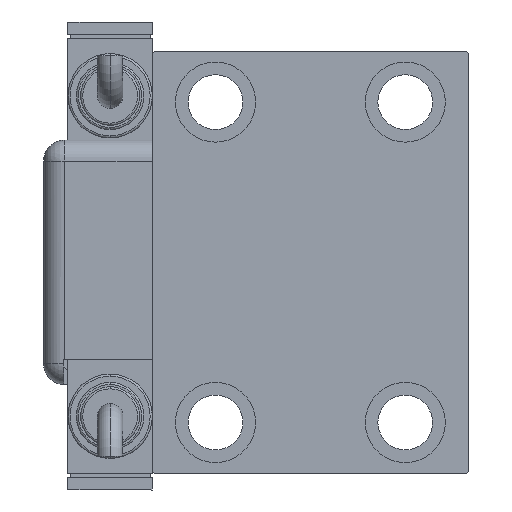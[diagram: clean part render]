
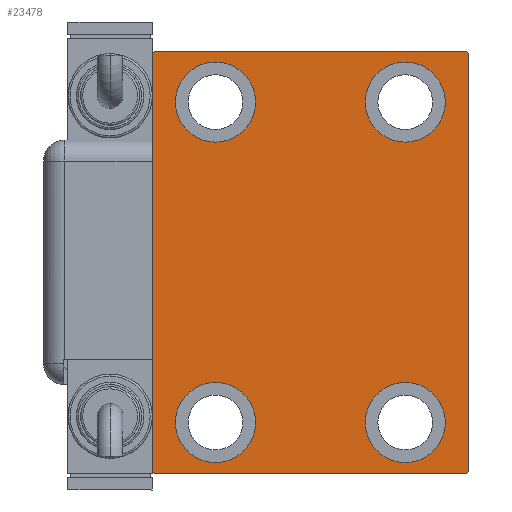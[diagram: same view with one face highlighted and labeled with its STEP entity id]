
A CAD part, left-side view. The second image highlights one B-rep face of the part: STEP entity #23478.
In plain terms, the highlighted face is planar.
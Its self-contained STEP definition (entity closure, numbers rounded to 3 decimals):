
#33 = CARTESIAN_POINT ( 'NONE',  ( 123., 43.5, 43.5 ) ) ;
#1785 = EDGE_CURVE ( 'NONE', #22310, #11525, #45278, .T. ) ;
#1832 = CARTESIAN_POINT ( 'NONE',  ( 123., -22.5, -28.5 ) ) ;
#1889 = DIRECTION ( 'NONE',  ( 0., 0.707, -0.707 ) ) ;
#2157 = CIRCLE ( 'NONE', #27579, 9.5 ) ;
#2284 = CARTESIAN_POINT ( 'NONE',  ( 123., -22.5, 38. ) ) ;
#2713 = DIRECTION ( 'NONE',  ( 0., 0., 1. ) ) ;
#2828 = DIRECTION ( 'NONE',  ( 0., -0.707, -0.707 ) ) ;
#2975 = CARTESIAN_POINT ( 'NONE',  ( 123., 43.5, -43.5 ) ) ;
#3349 = LINE ( 'NONE', #58727, #28496 ) ;
#4094 = CARTESIAN_POINT ( 'NONE',  ( 123., -22.5, -38. ) ) ;
#4220 = ORIENTED_EDGE ( 'NONE', *, *, #22579, .T. ) ;
#4530 = CARTESIAN_POINT ( 'NONE',  ( 123., 22.5, 47.5 ) ) ;
#4807 = DIRECTION ( 'NONE',  ( 0., 0., -1. ) ) ;
#5107 = CARTESIAN_POINT ( 'NONE',  ( 123., -37.5, 50. ) ) ;
#5493 = CIRCLE ( 'NONE', #13325, 9.5 ) ;
#5498 = ORIENTED_EDGE ( 'NONE', *, *, #12592, .T. ) ;
#5526 = DIRECTION ( 'NONE',  ( 0., -0.707, 0.707 ) ) ;
#5529 = DIRECTION ( 'NONE',  ( -1., 0., 0. ) ) ;
#6173 = AXIS2_PLACEMENT_3D ( 'NONE', #33383, #5529, #34890 ) ;
#6440 = FACE_BOUND ( 'NONE', #53176, .T. ) ;
#9941 = VERTEX_POINT ( 'NONE', #20316 ) ;
#10422 = CIRCLE ( 'NONE', #51304, 9.5 ) ;
#10482 = CARTESIAN_POINT ( 'NONE',  ( 123., -37.5, -49.5 ) ) ;
#11302 = EDGE_LOOP ( 'NONE', ( #43927, #47021 ) ) ;
#11525 = VERTEX_POINT ( 'NONE', #33817 ) ;
#11683 = EDGE_CURVE ( 'NONE', #59301, #18728, #5493, .T. ) ;
#12015 = CARTESIAN_POINT ( 'NONE',  ( 123., -43.5, 43.5 ) ) ;
#12592 = EDGE_CURVE ( 'NONE', #25553, #14454, #30379, .T. ) ;
#12750 = VECTOR ( 'NONE', #29379, 1000. ) ;
#13057 = CARTESIAN_POINT ( 'NONE',  ( 123., -22.5, 38. ) ) ;
#13325 = AXIS2_PLACEMENT_3D ( 'NONE', #2284, #21263, #49366 ) ;
#14454 = VERTEX_POINT ( 'NONE', #34603 ) ;
#14618 = ORIENTED_EDGE ( 'NONE', *, *, #31957, .T. ) ;
#15596 = AXIS2_PLACEMENT_3D ( 'NONE', #21125, #39759, #34579 ) ;
#15621 = DIRECTION ( 'NONE',  ( -1., 0., 0. ) ) ;
#15937 = EDGE_CURVE ( 'NONE', #14454, #16508, #47000, .T. ) ;
#16508 = VERTEX_POINT ( 'NONE', #10482 ) ;
#17568 = VECTOR ( 'NONE', #1889, 1000. ) ;
#18620 = CIRCLE ( 'NONE', #27411, 9.5 ) ;
#18728 = VERTEX_POINT ( 'NONE', #52711 ) ;
#19478 = AXIS2_PLACEMENT_3D ( 'NONE', #13057, #45455, #36008 ) ;
#20207 = CARTESIAN_POINT ( 'NONE',  ( 123., 22.5, 38. ) ) ;
#20316 = CARTESIAN_POINT ( 'NONE',  ( 123., 22.5, -47.5 ) ) ;
#20906 = AXIS2_PLACEMENT_3D ( 'NONE', #20207, #15621, #34280 ) ;
#20935 = EDGE_CURVE ( 'NONE', #16508, #30592, #48364, .T. ) ;
#21125 = CARTESIAN_POINT ( 'NONE',  ( 123., 0., 0. ) ) ;
#21251 = ORIENTED_EDGE ( 'NONE', *, *, #48189, .T. ) ;
#21263 = DIRECTION ( 'NONE',  ( -1., 0., 0. ) ) ;
#22310 = VERTEX_POINT ( 'NONE', #4530 ) ;
#22542 = CIRCLE ( 'NONE', #19478, 9.5 ) ;
#22579 = EDGE_CURVE ( 'NONE', #18728, #59301, #22542, .T. ) ;
#22678 = DIRECTION ( 'NONE',  ( -1., 0., 0. ) ) ;
#22951 = EDGE_LOOP ( 'NONE', ( #25236, #36588 ) ) ;
#23478 = ADVANCED_FACE ( 'NONE', ( #40356, #6440, #40064, #53835, #34883 ), #49231, .T. ) ;
#23576 = CARTESIAN_POINT ( 'NONE',  ( 123., 22.5, 38. ) ) ;
#23895 = DIRECTION ( 'NONE',  ( 0., 0., 1. ) ) ;
#25081 = VECTOR ( 'NONE', #2828, 1000. ) ;
#25236 = ORIENTED_EDGE ( 'NONE', *, *, #56181, .T. ) ;
#25553 = VERTEX_POINT ( 'NONE', #47241 ) ;
#25905 = CARTESIAN_POINT ( 'NONE',  ( 123., 37.5, 49.5 ) ) ;
#25978 = EDGE_CURVE ( 'NONE', #11525, #22310, #57127, .T. ) ;
#26286 = ORIENTED_EDGE ( 'NONE', *, *, #1785, .T. ) ;
#27400 = VERTEX_POINT ( 'NONE', #39397 ) ;
#27411 = AXIS2_PLACEMENT_3D ( 'NONE', #4094, #55173, #38024 ) ;
#27579 = AXIS2_PLACEMENT_3D ( 'NONE', #31172, #39721, #2713 ) ;
#28245 = DIRECTION ( 'NONE',  ( 0., 1., 0. ) ) ;
#28496 = VECTOR ( 'NONE', #54740, 1000. ) ;
#28620 = CIRCLE ( 'NONE', #6173, 9.5 ) ;
#29091 = CARTESIAN_POINT ( 'NONE',  ( 123., 22.5, -38. ) ) ;
#29190 = CARTESIAN_POINT ( 'NONE',  ( 123., 37.5, -49.5 ) ) ;
#29379 = DIRECTION ( 'NONE',  ( 0., 0.707, 0.707 ) ) ;
#30262 = ORIENTED_EDGE ( 'NONE', *, *, #25978, .T. ) ;
#30379 = LINE ( 'NONE', #12015, #25081 ) ;
#30592 = VERTEX_POINT ( 'NONE', #49969 ) ;
#30615 = VERTEX_POINT ( 'NONE', #57490 ) ;
#31172 = CARTESIAN_POINT ( 'NONE',  ( 123., -22.5, -38. ) ) ;
#31654 = CARTESIAN_POINT ( 'NONE',  ( 123., 37., 50. ) ) ;
#31957 = EDGE_CURVE ( 'NONE', #30615, #60326, #44562, .T. ) ;
#32384 = EDGE_CURVE ( 'NONE', #27400, #55066, #18620, .T. ) ;
#32799 = EDGE_CURVE ( 'NONE', #44468, #42285, #41932, .T. ) ;
#33026 = VECTOR ( 'NONE', #4807, 1000. ) ;
#33383 = CARTESIAN_POINT ( 'NONE',  ( 123., 22.5, -38. ) ) ;
#33437 = CARTESIAN_POINT ( 'NONE',  ( 123., -37.5, -50. ) ) ;
#33817 = CARTESIAN_POINT ( 'NONE',  ( 123., 22.5, 28.5 ) ) ;
#34200 = EDGE_CURVE ( 'NONE', #60326, #44468, #3349, .T. ) ;
#34280 = DIRECTION ( 'NONE',  ( 0., 0., 1. ) ) ;
#34579 = DIRECTION ( 'NONE',  ( 0., 0., -1. ) ) ;
#34603 = CARTESIAN_POINT ( 'NONE',  ( 123., -37.5, 49.5 ) ) ;
#34883 = FACE_OUTER_BOUND ( 'NONE', #43857, .T. ) ;
#34890 = DIRECTION ( 'NONE',  ( 0., 0., 1. ) ) ;
#36008 = DIRECTION ( 'NONE',  ( 0., 0., 1. ) ) ;
#36588 = ORIENTED_EDGE ( 'NONE', *, *, #42576, .T. ) ;
#36991 = EDGE_CURVE ( 'NONE', #30592, #30615, #51466, .T. ) ;
#37364 = DIRECTION ( 'NONE',  ( -1., 0., 0. ) ) ;
#37475 = ORIENTED_EDGE ( 'NONE', *, *, #20935, .T. ) ;
#37630 = DIRECTION ( 'NONE',  ( 0., 0., 1. ) ) ;
#37917 = ORIENTED_EDGE ( 'NONE', *, *, #15937, .T. ) ;
#38024 = DIRECTION ( 'NONE',  ( 0., 0., 1. ) ) ;
#39397 = CARTESIAN_POINT ( 'NONE',  ( 123., -22.5, -47.5 ) ) ;
#39554 = EDGE_CURVE ( 'NONE', #55066, #27400, #2157, .T. ) ;
#39721 = DIRECTION ( 'NONE',  ( -1., 0., 0. ) ) ;
#39759 = DIRECTION ( 'NONE',  ( 1., 0., 0. ) ) ;
#40064 = FACE_BOUND ( 'NONE', #48628, .T. ) ;
#40356 = FACE_BOUND ( 'NONE', #11302, .T. ) ;
#41932 = LINE ( 'NONE', #33, #54779 ) ;
#42285 = VERTEX_POINT ( 'NONE', #31654 ) ;
#42576 = EDGE_CURVE ( 'NONE', #46869, #9941, #28620, .T. ) ;
#43289 = ORIENTED_EDGE ( 'NONE', *, *, #32799, .T. ) ;
#43775 = CARTESIAN_POINT ( 'NONE',  ( 123., -43.5, -43.5 ) ) ;
#43857 = EDGE_LOOP ( 'NONE', ( #21251, #5498, #37917, #37475, #48160, #14618, #46396, #43289 ) ) ;
#43927 = ORIENTED_EDGE ( 'NONE', *, *, #32384, .T. ) ;
#44468 = VERTEX_POINT ( 'NONE', #25905 ) ;
#44562 = LINE ( 'NONE', #2975, #12750 ) ;
#45278 = CIRCLE ( 'NONE', #20906, 9.5 ) ;
#45455 = DIRECTION ( 'NONE',  ( -1., 0., 0. ) ) ;
#46396 = ORIENTED_EDGE ( 'NONE', *, *, #34200, .T. ) ;
#46869 = VERTEX_POINT ( 'NONE', #58040 ) ;
#47000 = LINE ( 'NONE', #5107, #33026 ) ;
#47021 = ORIENTED_EDGE ( 'NONE', *, *, #39554, .T. ) ;
#47241 = CARTESIAN_POINT ( 'NONE',  ( 123., -37., 50. ) ) ;
#47399 = VECTOR ( 'NONE', #47506, 1000. ) ;
#47506 = DIRECTION ( 'NONE',  ( 0., -1., 0. ) ) ;
#47743 = CARTESIAN_POINT ( 'NONE',  ( 123., -22.5, 28.5 ) ) ;
#48160 = ORIENTED_EDGE ( 'NONE', *, *, #36991, .T. ) ;
#48189 = EDGE_CURVE ( 'NONE', #42285, #25553, #57610, .T. ) ;
#48364 = LINE ( 'NONE', #43775, #17568 ) ;
#48628 = EDGE_LOOP ( 'NONE', ( #30262, #26286 ) ) ;
#49040 = VECTOR ( 'NONE', #28245, 1000. ) ;
#49231 = PLANE ( 'NONE',  #15596 ) ;
#49366 = DIRECTION ( 'NONE',  ( 0., 0., 1. ) ) ;
#49513 = ORIENTED_EDGE ( 'NONE', *, *, #11683, .T. ) ;
#49969 = CARTESIAN_POINT ( 'NONE',  ( 123., -37., -50. ) ) ;
#50623 = AXIS2_PLACEMENT_3D ( 'NONE', #23576, #22678, #37630 ) ;
#51304 = AXIS2_PLACEMENT_3D ( 'NONE', #29091, #37364, #23895 ) ;
#51466 = LINE ( 'NONE', #33437, #49040 ) ;
#52403 = CARTESIAN_POINT ( 'NONE',  ( 123., 37.5, 50. ) ) ;
#52711 = CARTESIAN_POINT ( 'NONE',  ( 123., -22.5, 47.5 ) ) ;
#53176 = EDGE_LOOP ( 'NONE', ( #49513, #4220 ) ) ;
#53835 = FACE_BOUND ( 'NONE', #22951, .T. ) ;
#54740 = DIRECTION ( 'NONE',  ( 0., 0., 1. ) ) ;
#54779 = VECTOR ( 'NONE', #5526, 1000. ) ;
#55066 = VERTEX_POINT ( 'NONE', #1832 ) ;
#55173 = DIRECTION ( 'NONE',  ( -1., 0., 0. ) ) ;
#56181 = EDGE_CURVE ( 'NONE', #9941, #46869, #10422, .T. ) ;
#57127 = CIRCLE ( 'NONE', #50623, 9.5 ) ;
#57490 = CARTESIAN_POINT ( 'NONE',  ( 123., 37., -50. ) ) ;
#57610 = LINE ( 'NONE', #52403, #47399 ) ;
#58040 = CARTESIAN_POINT ( 'NONE',  ( 123., 22.5, -28.5 ) ) ;
#58727 = CARTESIAN_POINT ( 'NONE',  ( 123., 37.5, -50. ) ) ;
#59301 = VERTEX_POINT ( 'NONE', #47743 ) ;
#60326 = VERTEX_POINT ( 'NONE', #29190 ) ;
